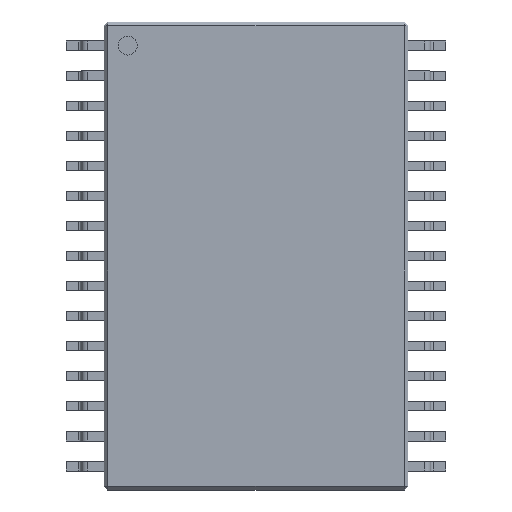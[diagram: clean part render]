
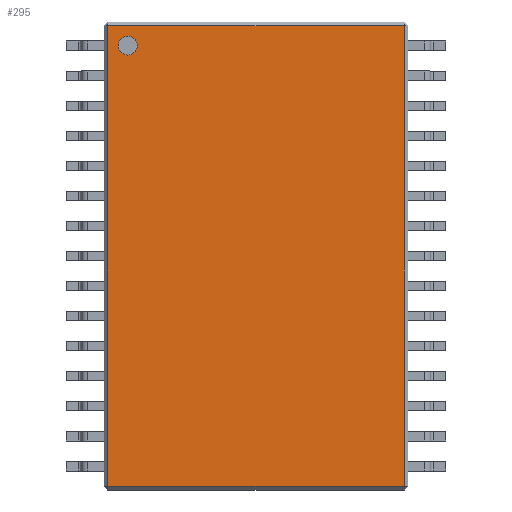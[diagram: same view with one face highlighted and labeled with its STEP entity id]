
A CAD part, top view. The second image highlights one B-rep face of the part: STEP entity #295.
In plain terms, the highlighted planar face has unit normal (0, 0, 1).
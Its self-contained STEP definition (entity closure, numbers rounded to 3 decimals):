
#13=DIRECTION('',(0.,0.,1.));
#14=DIRECTION('',(1.,0.,0.));
#93=VECTOR('',#94,1.);
#94=DIRECTION('',(0.,1.,0.));
#167=VERTEX_POINT('',#168);
#168=CARTESIAN_POINT('',(-6.27,-9.74,1.4));
#176=VERTEX_POINT('',#177);
#177=CARTESIAN_POINT('',(-6.27,9.74,1.4));
#182=ORIENTED_EDGE('',*,*,#183,.F.);
#183=EDGE_CURVE('',#167,#176,#184,.T.);
#184=LINE('',#185,#93);
#185=CARTESIAN_POINT('',(-6.27,-9.89,1.4));
#252=VECTOR('',#14,1.);
#295=ADVANCED_FACE('',(#296,#314),#323,.T.);
#296=FACE_BOUND('',#297,.T.);
#297=EDGE_LOOP('',(#182,#298,#304,#310));
#298=ORIENTED_EDGE('',*,*,#299,.T.);
#299=EDGE_CURVE('',#167,#300,#302,.T.);
#300=VERTEX_POINT('',#301);
#301=CARTESIAN_POINT('',(6.27,-9.74,1.4));
#302=LINE('',#303,#252);
#303=CARTESIAN_POINT('',(-6.42,-9.74,1.4));
#304=ORIENTED_EDGE('',*,*,#305,.T.);
#305=EDGE_CURVE('',#300,#306,#308,.T.);
#306=VERTEX_POINT('',#307);
#307=CARTESIAN_POINT('',(6.27,9.74,1.4));
#308=LINE('',#309,#93);
#309=CARTESIAN_POINT('',(6.27,-9.89,1.4));
#310=ORIENTED_EDGE('',*,*,#311,.F.);
#311=EDGE_CURVE('',#176,#306,#312,.T.);
#312=LINE('',#313,#252);
#313=CARTESIAN_POINT('',(-6.42,9.74,1.4));
#314=FACE_BOUND('',#315,.T.);
#315=EDGE_LOOP('',(#316));
#316=ORIENTED_EDGE('',*,*,#317,.F.);
#317=EDGE_CURVE('',#318,#318,#320,.T.);
#318=VERTEX_POINT('',#319);
#319=CARTESIAN_POINT('',(-5.02,8.89,1.4));
#320=CIRCLE('',#321,0.4);
#321=AXIS2_PLACEMENT_3D('',#322,#13,#14);
#322=CARTESIAN_POINT('',(-5.42,8.89,1.4));
#323=PLANE('',#324);
#324=AXIS2_PLACEMENT_3D('',#325,#13,#14);
#325=CARTESIAN_POINT('',(-6.42,-9.89,1.4));
